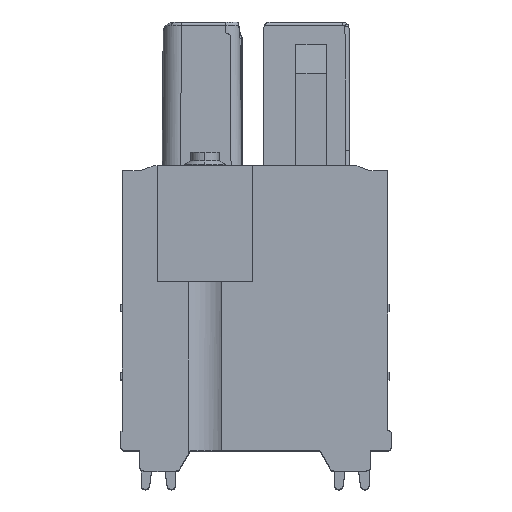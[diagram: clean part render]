
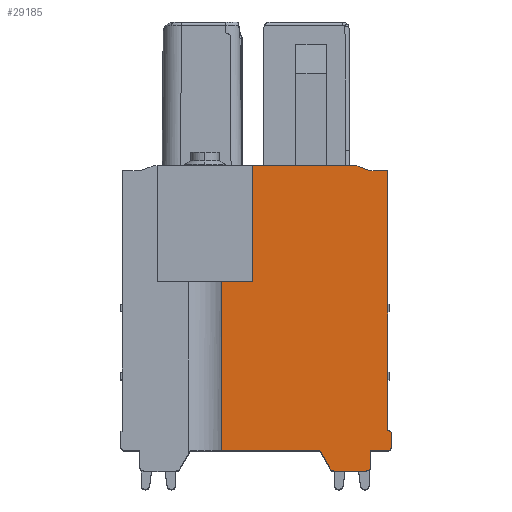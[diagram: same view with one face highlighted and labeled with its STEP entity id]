
A CAD part, top view. The second image highlights one B-rep face of the part: STEP entity #29185.
In plain terms, the highlighted planar face has unit normal (0, 0, 1).
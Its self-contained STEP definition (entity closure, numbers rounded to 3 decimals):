
#8516=DIRECTION('',(0.,-1.,0.));
#8517=VECTOR('',#8516,5.7);
#8518=CARTESIAN_POINT('',(6.4,14.,5.65));
#8519=LINE('',#8518,#8517);
#8528=DIRECTION('',(1.,0.,0.));
#8529=VECTOR('',#8528,1.521);
#8530=CARTESIAN_POINT('',(4.879,8.3,5.65));
#8531=LINE('',#8530,#8529);
#8532=DIRECTION('',(1.,0.,0.));
#8533=VECTOR('',#8532,5.06);
#8534=CARTESIAN_POINT('',(6.4,14.,5.65));
#8535=LINE('',#8534,#8533);
#8536=DIRECTION('',(0.94,-0.342,0.));
#8537=VECTOR('',#8536,0.731);
#8538=CARTESIAN_POINT('',(11.46,14.,5.65));
#8539=LINE('',#8538,#8537);
#8540=DIRECTION('',(1.,0.,0.));
#8541=VECTOR('',#8540,0.873);
#8542=CARTESIAN_POINT('',(12.147,13.75,5.65));
#8543=LINE('',#8542,#8541);
#8544=DIRECTION('',(0.,-1.,0.));
#8545=VECTOR('',#8544,12.749);
#8546=CARTESIAN_POINT('',(13.02,13.75,5.65));
#8547=LINE('',#8546,#8545);
#8548=DIRECTION('',(0.966,-0.259,0.));
#8549=VECTOR('',#8548,0.043);
#8550=CARTESIAN_POINT('',(13.02,1.001,5.65));
#8551=LINE('',#8550,#8549);
#8552=CARTESIAN_POINT('',(13.01,0.797,5.65));
#8553=DIRECTION('',(0.,0.,-1.));
#8554=DIRECTION('',(0.259,0.966,0.));
#8555=AXIS2_PLACEMENT_3D('',#8552,#8553,#8554);
#8557=DIRECTION('',(0.,-1.,0.));
#8558=VECTOR('',#8557,0.597);
#8559=CARTESIAN_POINT('',(13.21,0.797,5.65));
#8560=LINE('',#8559,#8558);
#8561=CARTESIAN_POINT('',(13.01,0.2,5.65));
#8562=DIRECTION('',(0.,0.,-1.));
#8563=DIRECTION('',(1.,0.,0.));
#8564=AXIS2_PLACEMENT_3D('',#8561,#8562,#8563);
#8566=DIRECTION('',(-1.,0.,0.));
#8567=VECTOR('',#8566,0.84);
#8568=CARTESIAN_POINT('',(13.01,0.,5.65));
#8569=LINE('',#8568,#8567);
#8570=DIRECTION('',(0.,-1.,0.));
#8571=VECTOR('',#8570,0.8);
#8572=CARTESIAN_POINT('',(12.17,0.,5.65));
#8573=LINE('',#8572,#8571);
#8574=CARTESIAN_POINT('',(11.97,-0.8,5.65));
#8575=DIRECTION('',(0.,0.,-1.));
#8576=DIRECTION('',(1.,0.,0.));
#8577=AXIS2_PLACEMENT_3D('',#8574,#8575,#8576);
#8579=DIRECTION('',(-1.,0.,0.));
#8580=VECTOR('',#8579,1.585);
#8581=CARTESIAN_POINT('',(11.97,-1.,5.65));
#8582=LINE('',#8581,#8580);
#8583=CARTESIAN_POINT('',(10.385,-0.8,5.65));
#8584=DIRECTION('',(0.,0.,-1.));
#8585=DIRECTION('',(0.,-1.,0.));
#8586=AXIS2_PLACEMENT_3D('',#8583,#8584,#8585);
#8588=DIRECTION('',(-0.5,0.866,0.));
#8589=VECTOR('',#8588,1.039);
#8590=CARTESIAN_POINT('',(10.212,-0.9,5.65));
#8591=LINE('',#8590,#8589);
#8592=DIRECTION('',(-1.,0.,0.));
#8593=VECTOR('',#8592,4.813);
#8594=CARTESIAN_POINT('',(9.693,0.,5.65));
#8595=LINE('',#8594,#8593);
#8600=DIRECTION('',(0.,-1.,0.));
#8601=VECTOR('',#8600,8.3);
#8602=CARTESIAN_POINT('',(4.879,8.3,5.65));
#8603=LINE('',#8602,#8601);
#15818=CARTESIAN_POINT('',(6.4,14.,5.65));
#15819=CARTESIAN_POINT('',(11.46,14.,5.65));
#15820=VERTEX_POINT('',#15818);
#15821=VERTEX_POINT('',#15819);
#15961=CARTESIAN_POINT('',(4.879,8.3,5.65));
#15962=VERTEX_POINT('',#15961);
#15963=CARTESIAN_POINT('',(4.879,0.,5.65));
#15964=VERTEX_POINT('',#15963);
#15975=CARTESIAN_POINT('',(6.4,8.3,5.65));
#15976=VERTEX_POINT('',#15975);
#15977=CARTESIAN_POINT('',(12.147,13.75,5.65));
#15978=VERTEX_POINT('',#15977);
#15979=CARTESIAN_POINT('',(13.02,13.75,5.65));
#15980=VERTEX_POINT('',#15979);
#15981=CARTESIAN_POINT('',(13.02,1.001,5.65));
#15982=VERTEX_POINT('',#15981);
#15983=CARTESIAN_POINT('',(13.062,0.99,5.65));
#15984=VERTEX_POINT('',#15983);
#15985=CARTESIAN_POINT('',(13.21,0.797,5.65));
#15986=VERTEX_POINT('',#15985);
#15987=CARTESIAN_POINT('',(13.21,0.2,5.65));
#15988=VERTEX_POINT('',#15987);
#15989=CARTESIAN_POINT('',(13.01,0.,5.65));
#15990=VERTEX_POINT('',#15989);
#15991=CARTESIAN_POINT('',(12.17,0.,5.65));
#15992=VERTEX_POINT('',#15991);
#15993=CARTESIAN_POINT('',(12.17,-0.8,5.65));
#15994=VERTEX_POINT('',#15993);
#15995=CARTESIAN_POINT('',(11.97,-1.,5.65));
#15996=VERTEX_POINT('',#15995);
#15997=CARTESIAN_POINT('',(10.385,-1.,5.65));
#15998=VERTEX_POINT('',#15997);
#15999=CARTESIAN_POINT('',(10.212,-0.9,5.65));
#16000=VERTEX_POINT('',#15999);
#16001=CARTESIAN_POINT('',(9.693,0.,5.65));
#16002=VERTEX_POINT('',#16001);
#29153=CARTESIAN_POINT('',(9.045,6.5,5.65));
#29154=DIRECTION('',(0.,0.,1.));
#29155=DIRECTION('',(1.,0.,0.));
#29156=AXIS2_PLACEMENT_3D('',#29153,#29154,#29155);
#29157=PLANE('',#29156);
#29159=ORIENTED_EDGE('',*,*,#29158,.F.);
#29161=ORIENTED_EDGE('',*,*,#29160,.T.);
#29162=ORIENTED_EDGE('',*,*,#29144,.F.);
#29163=ORIENTED_EDGE('',*,*,#18339,.T.);
#29164=ORIENTED_EDGE('',*,*,#23682,.T.);
#29165=ORIENTED_EDGE('',*,*,#23709,.T.);
#29166=ORIENTED_EDGE('',*,*,#23833,.T.);
#29167=ORIENTED_EDGE('',*,*,#24667,.T.);
#29168=ORIENTED_EDGE('',*,*,#24682,.T.);
#29169=ORIENTED_EDGE('',*,*,#24697,.T.);
#29170=ORIENTED_EDGE('',*,*,#24712,.T.);
#29171=ORIENTED_EDGE('',*,*,#24731,.T.);
#29173=ORIENTED_EDGE('',*,*,#29172,.T.);
#29175=ORIENTED_EDGE('',*,*,#29174,.T.);
#29177=ORIENTED_EDGE('',*,*,#29176,.T.);
#29179=ORIENTED_EDGE('',*,*,#29178,.T.);
#29181=ORIENTED_EDGE('',*,*,#29180,.T.);
#29182=ORIENTED_EDGE('',*,*,#24927,.T.);
#29183=EDGE_LOOP('',(#29159,#29161,#29162,#29163,#29164,#29165,#29166,#29167,
#29168,#29169,#29170,#29171,#29173,#29175,#29177,#29179,#29181,#29182));
#29184=FACE_OUTER_BOUND('',#29183,.F.);
#29185=ADVANCED_FACE('',(#29184),#29157,.T.);
#8556=CIRCLE('',#8555,0.2);
#8565=CIRCLE('',#8564,0.2);
#8578=CIRCLE('',#8577,0.2);
#8587=CIRCLE('',#8586,0.2);
#18339=EDGE_CURVE('',#15820,#15821,#8535,.T.);
#23682=EDGE_CURVE('',#15821,#15978,#8539,.T.);
#23709=EDGE_CURVE('',#15978,#15980,#8543,.T.);
#23833=EDGE_CURVE('',#15980,#15982,#8547,.T.);
#24667=EDGE_CURVE('',#15982,#15984,#8551,.T.);
#24682=EDGE_CURVE('',#15984,#15986,#8556,.T.);
#24697=EDGE_CURVE('',#15986,#15988,#8560,.T.);
#24712=EDGE_CURVE('',#15988,#15990,#8565,.T.);
#24731=EDGE_CURVE('',#15990,#15992,#8569,.T.);
#24927=EDGE_CURVE('',#16002,#15964,#8595,.T.);
#29144=EDGE_CURVE('',#15820,#15976,#8519,.T.);
#29158=EDGE_CURVE('',#15962,#15964,#8603,.T.);
#29160=EDGE_CURVE('',#15962,#15976,#8531,.T.);
#29172=EDGE_CURVE('',#15992,#15994,#8573,.T.);
#29174=EDGE_CURVE('',#15994,#15996,#8578,.T.);
#29176=EDGE_CURVE('',#15996,#15998,#8582,.T.);
#29178=EDGE_CURVE('',#15998,#16000,#8587,.T.);
#29180=EDGE_CURVE('',#16000,#16002,#8591,.T.);
